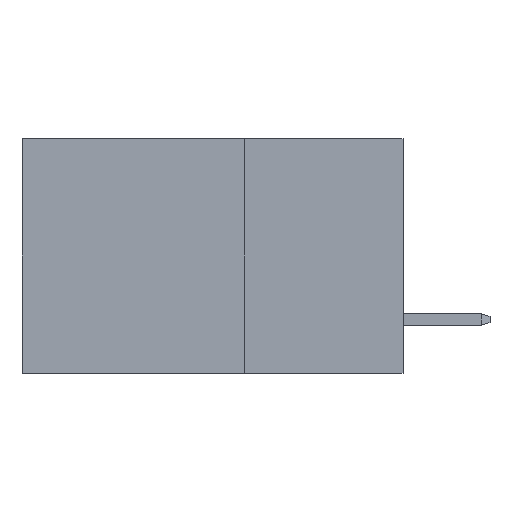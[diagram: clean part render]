
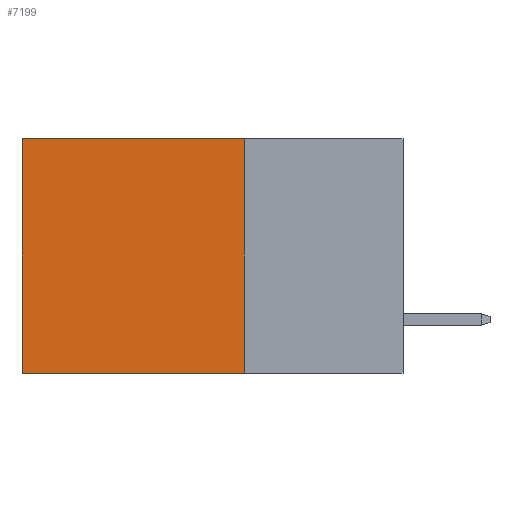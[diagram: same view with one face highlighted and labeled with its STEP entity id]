
A CAD part, left-side view. The second image highlights one B-rep face of the part: STEP entity #7199.
In plain terms, the highlighted planar face has unit normal (-1, 0, 0).
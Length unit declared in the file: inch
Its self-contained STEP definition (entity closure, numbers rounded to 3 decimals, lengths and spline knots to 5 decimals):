
#377 = VERTEX_POINT ( 'NONE', #2431 ) ;
#441 = EDGE_LOOP ( 'NONE', ( #994, #1554, #8159, #9502 ) ) ;
#668 = EDGE_CURVE ( 'NONE', #8039, #2780, #4585, .T. ) ;
#793 = LINE ( 'NONE', #5023, #3673 ) ;
#886 = VERTEX_POINT ( 'NONE', #4259 ) ;
#994 = ORIENTED_EDGE ( 'NONE', *, *, #5616, .T. ) ;
#1064 = CARTESIAN_POINT ( 'NONE',  ( 0.2875, 0.25, -0.37 ) ) ;
#1280 = VECTOR ( 'NONE', #3987, 39.37008 ) ;
#1554 = ORIENTED_EDGE ( 'NONE', *, *, #3219, .F. ) ;
#1642 = FACE_OUTER_BOUND ( 'NONE', #441, .T. ) ;
#2431 = CARTESIAN_POINT ( 'NONE',  ( 0.2875, 0.6, -0.37 ) ) ;
#2780 = VERTEX_POINT ( 'NONE', #1064 ) ;
#3219 = EDGE_CURVE ( 'NONE', #2780, #377, #793, .T. ) ;
#3599 = CARTESIAN_POINT ( 'NONE',  ( 0.2875, 0.25, 0. ) ) ;
#3673 = VECTOR ( 'NONE', #8528, 39.37008 ) ;
#3833 = CARTESIAN_POINT ( 'NONE',  ( 0.2875, 0.25, 0. ) ) ;
#3987 = DIRECTION ( 'NONE',  ( 0., 0., -1. ) ) ;
#4033 = DIRECTION ( 'NONE',  ( 0., 0., -1. ) ) ;
#4259 = CARTESIAN_POINT ( 'NONE',  ( 0.2875, 0.6, 0. ) ) ;
#4585 = LINE ( 'NONE', #3599, #9994 ) ;
#5023 = CARTESIAN_POINT ( 'NONE',  ( 0.2875, 0.25, -0.37 ) ) ;
#5049 = DIRECTION ( 'NONE',  ( 0., 1., 0. ) ) ;
#5330 = LINE ( 'NONE', #6408, #1280 ) ;
#5616 = EDGE_CURVE ( 'NONE', #886, #377, #5330, .T. ) ;
#6408 = CARTESIAN_POINT ( 'NONE',  ( 0.2875, 0.6, 0. ) ) ;
#6788 = DIRECTION ( 'NONE',  ( 0., 0., -1. ) ) ;
#7199 = ADVANCED_FACE ( 'NONE', ( #1642 ), #8564, .F. ) ;
#7864 = DIRECTION ( 'NONE',  ( 1., 0., 0. ) ) ;
#8039 = VERTEX_POINT ( 'NONE', #9992 ) ;
#8124 = EDGE_CURVE ( 'NONE', #8039, #886, #10003, .T. ) ;
#8159 = ORIENTED_EDGE ( 'NONE', *, *, #668, .F. ) ;
#8471 = CARTESIAN_POINT ( 'NONE',  ( 0.2875, 0.25, 0. ) ) ;
#8528 = DIRECTION ( 'NONE',  ( 0., 1., 0. ) ) ;
#8564 = PLANE ( 'NONE',  #8907 ) ;
#8907 = AXIS2_PLACEMENT_3D ( 'NONE', #3833, #7864, #4033 ) ;
#8923 = VECTOR ( 'NONE', #5049, 39.37008 ) ;
#9502 = ORIENTED_EDGE ( 'NONE', *, *, #8124, .T. ) ;
#9992 = CARTESIAN_POINT ( 'NONE',  ( 0.2875, 0.25, 0. ) ) ;
#9994 = VECTOR ( 'NONE', #6788, 39.37008 ) ;
#10003 = LINE ( 'NONE', #8471, #8923 ) ;
